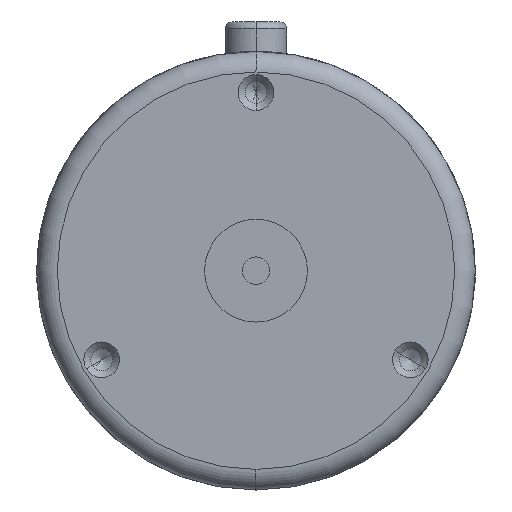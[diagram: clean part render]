
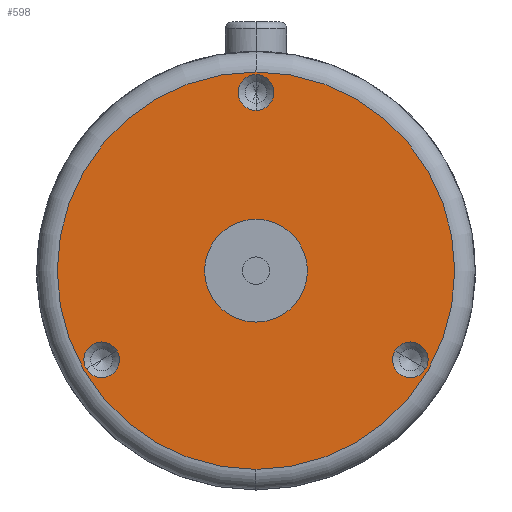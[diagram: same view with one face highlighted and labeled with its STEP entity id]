
A CAD part, left-side view. The second image highlights one B-rep face of the part: STEP entity #598.
In plain terms, the highlighted planar face has unit normal (-1, 0, 0).
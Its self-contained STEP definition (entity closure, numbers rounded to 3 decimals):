
#402=CARTESIAN_POINT('POINT2143',(0.,
   0.,3.75));
#403=VERTEX_POINT('VERTEX2143',#402);
#410=CARTESIAN_POINT('POINT2144',(0.,
   0.,-3.75));
#411=VERTEX_POINT('VERTEX2144',#410);
#412=CARTESIAN_POINT('POS3031',(0.,0.,
   0.));
#413=DIRECTION('DIR4732',(-1.,0.,0.));
#414=DIRECTION('DIR4733',(0.,0.,1.));
#415=AXIS2_PLACEMENT_3D('AXIS1702',#412,#413,#414);
#416=CIRCLE('ELLIPSE822',#415,3.75);
#417=EDGE_CURVE('EDGE3438',#403,#411,#416,.T.);
#437=EDGE_CURVE('EDGE3440',#411,#403,#416,.T.);
#442=CARTESIAN_POINT('POINT2145',(0.,
   10.132,-5.85));
#443=VERTEX_POINT('VERTEX2145',#442);
#450=CARTESIAN_POINT('POINT2146',(0.,12.384,
   -7.15));
#451=VERTEX_POINT('VERTEX2146',#450);
#452=CARTESIAN_POINT('POS3035',(0.,11.258,
   -6.5));
#453=DIRECTION('DIR4738',(1.,0.,
   0.));
#454=DIRECTION('DIR4739',(0.,-0.866,
   0.5));
#455=AXIS2_PLACEMENT_3D('AXIS1704',#452,#453,#454);
#456=CIRCLE('ELLIPSE823',#455,1.3);
#457=EDGE_CURVE('EDGE3442',#451,#443,#456,.T.);
#477=EDGE_CURVE('EDGE3444',#443,#451,#456,.T.);
#482=CARTESIAN_POINT('POINT2147',(0.,
   -10.132,-5.85));
#483=VERTEX_POINT('VERTEX2147',#482);
#490=CARTESIAN_POINT('POINT2148',(0.,
   -12.384,-7.15));
#491=VERTEX_POINT('VERTEX2148',#490);
#492=CARTESIAN_POINT('POS3039',(0.,
   -11.258,-6.5));
#493=DIRECTION('DIR4744',(1.,0.,
   0.));
#494=DIRECTION('DIR4745',(0.,0.866,
   0.5));
#495=AXIS2_PLACEMENT_3D('AXIS1706',#492,#493,#494);
#496=CIRCLE('ELLIPSE824',#495,1.3);
#497=EDGE_CURVE('EDGE3446',#491,#483,#496,.T.);
#517=EDGE_CURVE('EDGE3448',#483,#491,#496,.T.);
#522=CARTESIAN_POINT('POINT2149',(0.,0.,
   11.7));
#523=VERTEX_POINT('VERTEX2149',#522);
#530=CARTESIAN_POINT('POINT2150',(0.,
   0.,14.3));
#531=VERTEX_POINT('VERTEX2150',#530);
#532=CARTESIAN_POINT('POS3043',(0.,
   0.,13.));
#533=DIRECTION('DIR4750',(1.,0.,0.));
#534=DIRECTION('DIR4751',(0.,0.,-1.));
#535=AXIS2_PLACEMENT_3D('AXIS1708',#532,#533,#534);
#536=CIRCLE('ELLIPSE825',#535,1.3);
#537=EDGE_CURVE('EDGE3450',#531,#523,#536,.T.);
#557=EDGE_CURVE('EDGE3452',#523,#531,#536,.T.);
#562=CARTESIAN_POINT('POINT2151',(0.,0.,
   14.5));
#563=VERTEX_POINT('VERTEX2151',#562);
#564=CARTESIAN_POINT('POINT2152',(0.,0.,
   -14.5));
#565=VERTEX_POINT('VERTEX2152',#564);
#566=CARTESIAN_POINT('POS3046',(0.,0.,0.));
#567=DIRECTION('DIR4755',(-1.,0.,0.));
#568=DIRECTION('DIR4756',(0.,0.,1.));
#569=AXIS2_PLACEMENT_3D('AXIS1710',#566,#567,#568);
#570=CIRCLE('ELLIPSE826',#569,14.5);
#571=EDGE_CURVE('EDGE3453',#563,#565,#570,.T.);
#572=ORIENTED_EDGE('COEDGE6897',*,*,#571,.T.);
#573=EDGE_CURVE('EDGE3454',#565,#563,#570,.T.);
#574=ORIENTED_EDGE('COEDGE6898',*,*,#573,.T.);
#575=EDGE_LOOP('NONE',(#572,#574));
#576=FACE_BOUND('LOOP1',#575,.T.);
#577=ORIENTED_EDGE('COEDGE6899',*,*,#557,.T.);
#578=ORIENTED_EDGE('COEDGE6900',*,*,#537,.T.);
#579=EDGE_LOOP('NONE',(#577,#578));
#580=FACE_BOUND('LOOP1',#579,.T.);
#581=ORIENTED_EDGE('COEDGE6901',*,*,#517,.T.);
#582=ORIENTED_EDGE('COEDGE6902',*,*,#497,.T.);
#583=EDGE_LOOP('NONE',(#581,#582));
#584=FACE_BOUND('LOOP1',#583,.T.);
#585=ORIENTED_EDGE('COEDGE6903',*,*,#477,.T.);
#586=ORIENTED_EDGE('COEDGE6904',*,*,#457,.T.);
#587=EDGE_LOOP('NONE',(#585,#586));
#588=FACE_BOUND('LOOP1',#587,.T.);
#589=ORIENTED_EDGE('COEDGE6905',*,*,#437,.F.);
#590=ORIENTED_EDGE('COEDGE6906',*,*,#417,.F.);
#591=EDGE_LOOP('NONE',(#589,#590));
#592=FACE_BOUND('LOOP1',#591,.T.);
#593=CARTESIAN_POINT('POS3047',(0.,0.,7.25
   ));
#594=DIRECTION('DIR4757',(-1.,0.,0.));
#595=DIRECTION('DIR4758',(0.,1.,0.));
#596=AXIS2_PLACEMENT_3D('AXIS1711',#593,#594,#595);
#597=PLANE('PLANE484',#596);
#598=ADVANCED_FACE('FACE1520',(#576,#580,#584,#588,#592),#597,.T.);
